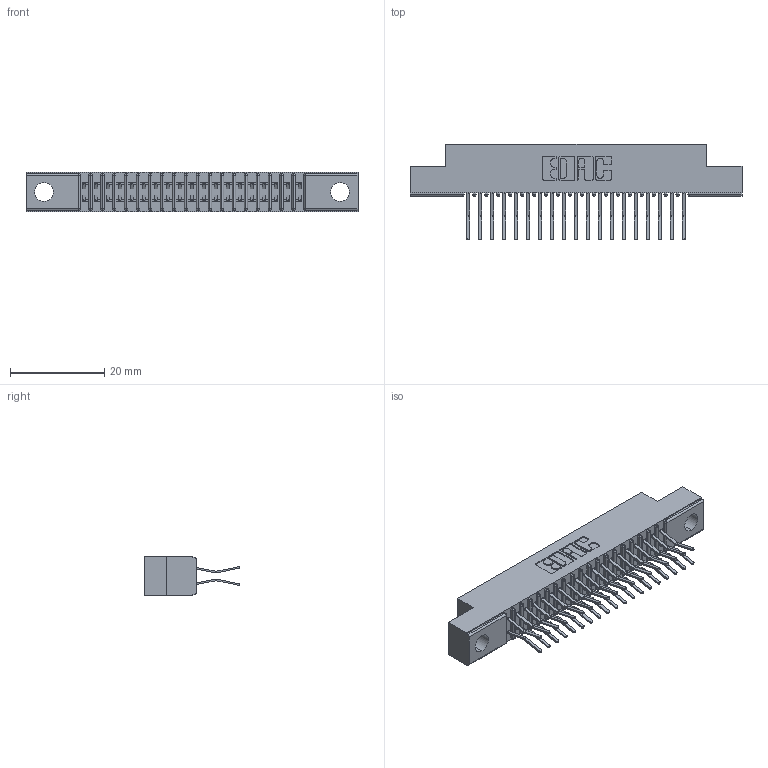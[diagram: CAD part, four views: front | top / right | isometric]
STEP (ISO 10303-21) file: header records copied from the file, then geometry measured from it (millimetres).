
FILE_DESCRIPTION (( 'STEP AP203' ), '1' );
FILE_NAME ('341-038-560-204.STEP', '2018-08-06T23:46:55', ( '' ), ( '' ), 'SwSTEP 2.0', 'SolidWorks 2016', '' );
FILE_SCHEMA (( 'CONFIG_CONTROL_DESIGN' ));
Length unit declared in the file: inch
Products named in the file (3): 341 Part_.156 (3.96) Dia Mounting Holes; 341-292-001_341-292-160; 341-038-560-204
Assembly tree (39 placements, depth 2):
  341-038-560-204
    341 Part_.156 (3.96) Dia Mounting Holes
    341-292-001_341-292-160  x38
Bounding box: 70.48 x 20.37 x 8.38 mm (x, y, z)
Volume: 3952.8 mm3; surface area: 8236.6 mm2
Topology: 39 solids, 39 shells, 2790 faces, 8085 edges, 5246 vertices
Faces by surface type: plane 1602, cylinder 1112, sphere 40, torus 36
Entity records: 26616 total; most frequent: CARTESIAN_POINT 4431, ORIENTED_EDGE 4398, DIRECTION 4313, EDGE_CURVE 2199, LINE 1753, VECTOR 1753, VERTEX_POINT 1398, AXIS2_PLACEMENT_3D 1280
